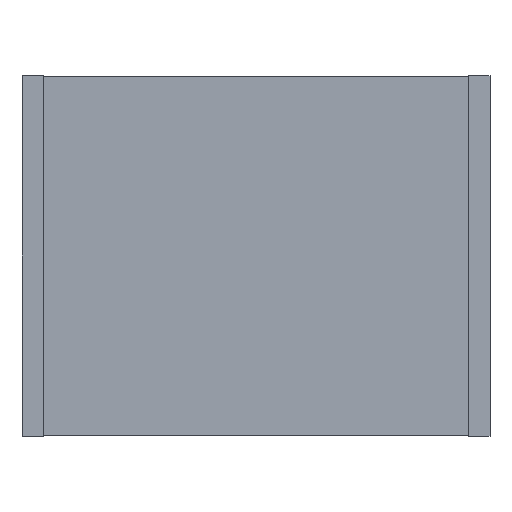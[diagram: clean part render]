
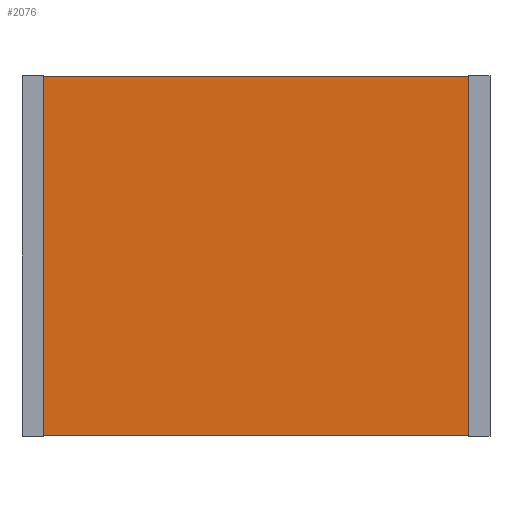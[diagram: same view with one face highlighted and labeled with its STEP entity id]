
A CAD part, front view. The second image highlights one B-rep face of the part: STEP entity #2076.
In plain terms, the highlighted planar face has unit normal (0, -1, 0).
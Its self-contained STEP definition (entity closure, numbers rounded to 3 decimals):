
#65 = LINE ( 'NONE', #485, #273 ) ;
#163 = CARTESIAN_POINT ( 'NONE',  ( 0., 0., 0. ) ) ;
#202 = DIRECTION ( 'NONE',  ( 0., 0., -1. ) ) ;
#233 = VECTOR ( 'NONE', #2146, 1000. ) ;
#273 = VECTOR ( 'NONE', #293, 1000. ) ;
#286 = CARTESIAN_POINT ( 'NONE',  ( 10.39, 0., -8.38 ) ) ;
#293 = DIRECTION ( 'NONE',  ( 0., 0., 1. ) ) ;
#323 = EDGE_CURVE ( 'NONE', #2109, #2462, #2091, .T. ) ;
#420 = VECTOR ( 'NONE', #1475, 1000. ) ;
#485 = CARTESIAN_POINT ( 'NONE',  ( 10.39, 0., 0. ) ) ;
#602 = CARTESIAN_POINT ( 'NONE',  ( 0., 0., -8.38 ) ) ;
#632 = ORIENTED_EDGE ( 'NONE', *, *, #323, .F. ) ;
#717 = ORIENTED_EDGE ( 'NONE', *, *, #1945, .T. ) ;
#782 = CARTESIAN_POINT ( 'NONE',  ( 0.49, 0., -8.38 ) ) ;
#792 = ORIENTED_EDGE ( 'NONE', *, *, #2138, .F. ) ;
#804 = CARTESIAN_POINT ( 'NONE',  ( 0.49, 0., 0. ) ) ;
#817 = EDGE_CURVE ( 'NONE', #2109, #1460, #2171, .T. ) ;
#956 = DIRECTION ( 'NONE',  ( 0., -1., 0. ) ) ;
#1006 = AXIS2_PLACEMENT_3D ( 'NONE', #1939, #956, #202 ) ;
#1206 = EDGE_LOOP ( 'NONE', ( #792, #717, #632, #2464 ) ) ;
#1282 = VECTOR ( 'NONE', #1399, 1000. ) ;
#1293 = FACE_OUTER_BOUND ( 'NONE', #1206, .T. ) ;
#1315 = PLANE ( 'NONE',  #1006 ) ;
#1399 = DIRECTION ( 'NONE',  ( 0., 0., -1. ) ) ;
#1460 = VERTEX_POINT ( 'NONE', #782 ) ;
#1475 = DIRECTION ( 'NONE',  ( 1., 0., 0. ) ) ;
#1538 = CARTESIAN_POINT ( 'NONE',  ( 0.49, 0., 0. ) ) ;
#1706 = VERTEX_POINT ( 'NONE', #286 ) ;
#1728 = CARTESIAN_POINT ( 'NONE',  ( 10.39, 0., 0. ) ) ;
#1939 = CARTESIAN_POINT ( 'NONE',  ( 0., 0., 0. ) ) ;
#1945 = EDGE_CURVE ( 'NONE', #1706, #2462, #65, .T. ) ;
#2076 = ADVANCED_FACE ( 'NONE', ( #1293 ), #1315, .T. ) ;
#2091 = LINE ( 'NONE', #163, #420 ) ;
#2109 = VERTEX_POINT ( 'NONE', #1538 ) ;
#2138 = EDGE_CURVE ( 'NONE', #1706, #1460, #2346, .T. ) ;
#2146 = DIRECTION ( 'NONE',  ( -1., 0., 0. ) ) ;
#2171 = LINE ( 'NONE', #804, #1282 ) ;
#2346 = LINE ( 'NONE', #602, #233 ) ;
#2462 = VERTEX_POINT ( 'NONE', #1728 ) ;
#2464 = ORIENTED_EDGE ( 'NONE', *, *, #817, .T. ) ;
